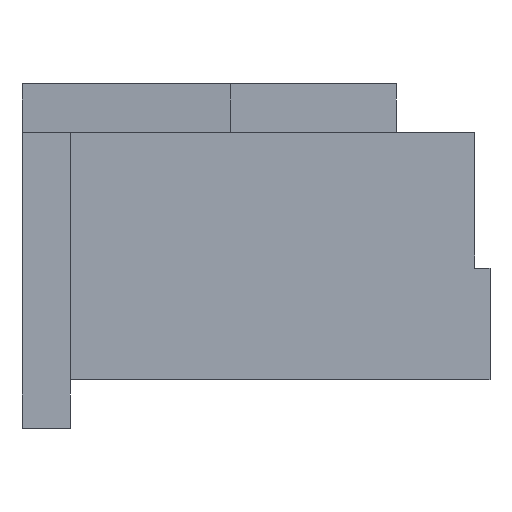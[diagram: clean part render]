
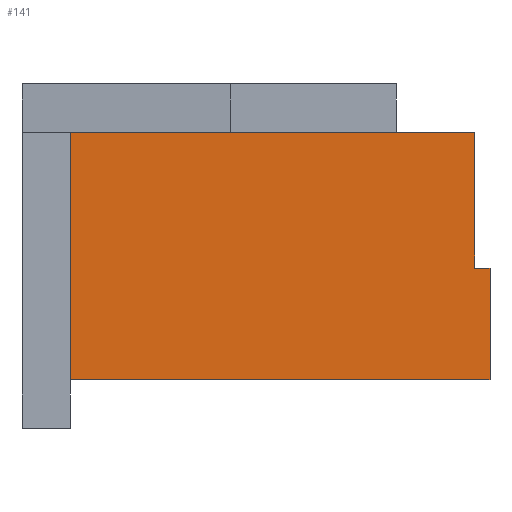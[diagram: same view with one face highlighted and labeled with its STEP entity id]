
A CAD part, left-side view. The second image highlights one B-rep face of the part: STEP entity #141.
In plain terms, the highlighted planar face has unit normal (-1, 0, 0).
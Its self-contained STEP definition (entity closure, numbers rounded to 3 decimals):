
#60 = VERTEX_POINT ( 'NONE', #636 ) ;
#82 = VERTEX_POINT ( 'NONE', #596 ) ;
#101 = EDGE_CURVE ( 'NONE', #102, #82, #564, .T. ) ;
#102 = VERTEX_POINT ( 'NONE', #560 ) ;
#141 = ADVANCED_FACE ( 'NONE', ( #917 ), #916, .F. ) ;
#142 = EDGE_LOOP ( 'NONE', ( #387, #388, #389, #390, #187, #188 ) ) ;
#186 = EDGE_CURVE ( 'NONE', #102, #60, #902, .T. ) ;
#187 = ORIENTED_EDGE ( 'NONE', *, *, #393, .F. ) ;
#188 = ORIENTED_EDGE ( 'NONE', *, *, #186, .F. ) ;
#199 = EDGE_CURVE ( 'NONE', #419, #82, #746, .T. ) ;
#387 = ORIENTED_EDGE ( 'NONE', *, *, #101, .T. ) ;
#388 = ORIENTED_EDGE ( 'NONE', *, *, #199, .F. ) ;
#389 = ORIENTED_EDGE ( 'NONE', *, *, #418, .F. ) ;
#390 = ORIENTED_EDGE ( 'NONE', *, *, #407, .T. ) ;
#393 = EDGE_CURVE ( 'NONE', #60, #395, #960, .T. ) ;
#395 = VERTEX_POINT ( 'NONE', #1099 ) ;
#403 = VERTEX_POINT ( 'NONE', #1088 ) ;
#407 = EDGE_CURVE ( 'NONE', #403, #395, #1083, .T. ) ;
#418 = EDGE_CURVE ( 'NONE', #403, #419, #1063, .T. ) ;
#419 = VERTEX_POINT ( 'NONE', #1059 ) ;
#560 = CARTESIAN_POINT ( 'NONE',  ( -1.6, -4., 4.9 ) ) ;
#561 = DIRECTION ( 'NONE',  ( 0., 1., 0. ) ) ;
#562 = VECTOR ( 'NONE', #561, 1000. ) ;
#563 = CARTESIAN_POINT ( 'NONE',  ( -1.6, 2.7, 4.9 ) ) ;
#564 = LINE ( 'NONE', #563, #562 ) ;
#596 = CARTESIAN_POINT ( 'NONE',  ( -1.6, 2.7, 4.9 ) ) ;
#636 = CARTESIAN_POINT ( 'NONE',  ( -1.6, -4., 2.65 ) ) ;
#743 = DIRECTION ( 'NONE',  ( 0., 0., 1. ) ) ;
#744 = VECTOR ( 'NONE', #743, 1000. ) ;
#745 = CARTESIAN_POINT ( 'NONE',  ( -1.6, 2.7, 0. ) ) ;
#746 = LINE ( 'NONE', #745, #744 ) ;
#845 = DIRECTION ( 'NONE',  ( 0., 1., 0. ) ) ;
#846 = DIRECTION ( 'NONE',  ( 1., 0., 0. ) ) ;
#847 = CARTESIAN_POINT ( 'NONE',  ( -1.6, 2.7, 0. ) ) ;
#848 = AXIS2_PLACEMENT_3D ( 'NONE', #847, #846, #845 ) ;
#899 = DIRECTION ( 'NONE',  ( 0., 0., -1. ) ) ;
#900 = VECTOR ( 'NONE', #899, 1000. ) ;
#901 = CARTESIAN_POINT ( 'NONE',  ( -1.6, -4., 4.9 ) ) ;
#902 = LINE ( 'NONE', #901, #900 ) ;
#916 = PLANE ( 'NONE',  #848 ) ;
#917 = FACE_OUTER_BOUND ( 'NONE', #142, .T. ) ;
#957 = DIRECTION ( 'NONE',  ( 0., -1., 0. ) ) ;
#958 = VECTOR ( 'NONE', #957, 1000. ) ;
#959 = CARTESIAN_POINT ( 'NONE',  ( -1.6, -4., 2.65 ) ) ;
#960 = LINE ( 'NONE', #959, #958 ) ;
#1059 = CARTESIAN_POINT ( 'NONE',  ( -1.6, 2.7, 0.8 ) ) ;
#1060 = DIRECTION ( 'NONE',  ( 0., 1., 0. ) ) ;
#1061 = VECTOR ( 'NONE', #1060, 1000. ) ;
#1062 = CARTESIAN_POINT ( 'NONE',  ( -1.6, -4.25, 0.8 ) ) ;
#1063 = LINE ( 'NONE', #1062, #1061 ) ;
#1080 = DIRECTION ( 'NONE',  ( 0., 0., 1. ) ) ;
#1081 = VECTOR ( 'NONE', #1080, 1000. ) ;
#1082 = CARTESIAN_POINT ( 'NONE',  ( -1.6, -4.25, 0. ) ) ;
#1083 = LINE ( 'NONE', #1082, #1081 ) ;
#1088 = CARTESIAN_POINT ( 'NONE',  ( -1.6, -4.25, 0.8 ) ) ;
#1099 = CARTESIAN_POINT ( 'NONE',  ( -1.6, -4.25, 2.65 ) ) ;
